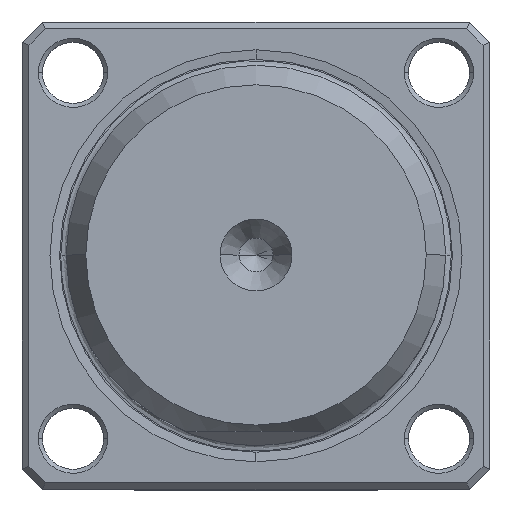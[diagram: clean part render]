
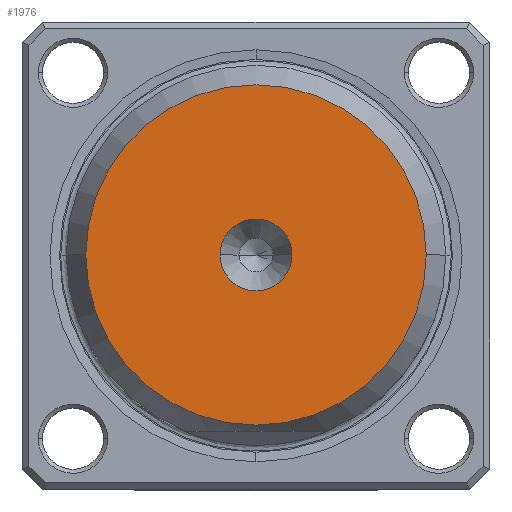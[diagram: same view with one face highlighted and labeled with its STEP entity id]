
A CAD part, top view. The second image highlights one B-rep face of the part: STEP entity #1976.
In plain terms, the highlighted planar face has unit normal (0, 0, 1).
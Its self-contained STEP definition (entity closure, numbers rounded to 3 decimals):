
#32 = CARTESIAN_POINT ( 'NONE',  ( 0., 0., 0. ) ) ;
#256 = DIRECTION ( 'NONE',  ( 1., 0., 0. ) ) ;
#267 = DIRECTION ( 'NONE',  ( -1., 0., 0. ) ) ;
#291 = CIRCLE ( 'NONE', #3312, 2.65 ) ;
#300 = AXIS2_PLACEMENT_3D ( 'NONE', #1641, #3630, #3247 ) ;
#312 = EDGE_CURVE ( 'NONE', #2052, #3205, #1301, .T. ) ;
#328 = DIRECTION ( 'NONE',  ( 1., 0., 0. ) ) ;
#695 = VERTEX_POINT ( 'NONE', #3132 ) ;
#786 = EDGE_CURVE ( 'NONE', #3113, #695, #6312, .T. ) ;
#815 = CIRCLE ( 'NONE', #300, 12.557 ) ;
#836 = EDGE_CURVE ( 'NONE', #695, #3113, #291, .T. ) ;
#1292 = DIRECTION ( 'NONE',  ( 0., 0., 1. ) ) ;
#1301 = CIRCLE ( 'NONE', #4938, 12.557 ) ;
#1523 = DIRECTION ( 'NONE',  ( -1., 0., 0. ) ) ;
#1641 = CARTESIAN_POINT ( 'NONE',  ( 0., 0., 0. ) ) ;
#1681 = EDGE_LOOP ( 'NONE', ( #4990, #4809 ) ) ;
#1976 = ADVANCED_FACE ( 'NONE', ( #4486, #3996 ), #5970, .F. ) ;
#2013 = DIRECTION ( 'NONE',  ( 0., 0., -1. ) ) ;
#2052 = VERTEX_POINT ( 'NONE', #5228 ) ;
#2375 = CARTESIAN_POINT ( 'NONE',  ( 12.557, 0., 0. ) ) ;
#2537 = EDGE_LOOP ( 'NONE', ( #4352, #3520 ) ) ;
#2557 = AXIS2_PLACEMENT_3D ( 'NONE', #32, #2013, #1523 ) ;
#2839 = CARTESIAN_POINT ( 'NONE',  ( -2.65, 0., 0. ) ) ;
#3113 = VERTEX_POINT ( 'NONE', #2839 ) ;
#3132 = CARTESIAN_POINT ( 'NONE',  ( 2.65, 0., 0. ) ) ;
#3205 = VERTEX_POINT ( 'NONE', #2375 ) ;
#3247 = DIRECTION ( 'NONE',  ( -1., 0., 0. ) ) ;
#3258 = CARTESIAN_POINT ( 'NONE',  ( 0., 0., 0. ) ) ;
#3312 = AXIS2_PLACEMENT_3D ( 'NONE', #3258, #1292, #328 ) ;
#3520 = ORIENTED_EDGE ( 'NONE', *, *, #4677, .F. ) ;
#3630 = DIRECTION ( 'NONE',  ( 0., 0., -1. ) ) ;
#3769 = DIRECTION ( 'NONE',  ( 0., 0., 1. ) ) ;
#3996 = FACE_OUTER_BOUND ( 'NONE', #2537, .T. ) ;
#4265 = DIRECTION ( 'NONE',  ( 0., 0., -1. ) ) ;
#4352 = ORIENTED_EDGE ( 'NONE', *, *, #312, .F. ) ;
#4486 = FACE_BOUND ( 'NONE', #1681, .T. ) ;
#4677 = EDGE_CURVE ( 'NONE', #3205, #2052, #815, .T. ) ;
#4746 = CARTESIAN_POINT ( 'NONE',  ( 0., 0., 0. ) ) ;
#4809 = ORIENTED_EDGE ( 'NONE', *, *, #786, .F. ) ;
#4938 = AXIS2_PLACEMENT_3D ( 'NONE', #5790, #4265, #267 ) ;
#4990 = ORIENTED_EDGE ( 'NONE', *, *, #836, .F. ) ;
#5228 = CARTESIAN_POINT ( 'NONE',  ( -12.557, 0., 0. ) ) ;
#5591 = AXIS2_PLACEMENT_3D ( 'NONE', #4746, #3769, #256 ) ;
#5790 = CARTESIAN_POINT ( 'NONE',  ( 0., 0., 0. ) ) ;
#5970 = PLANE ( 'NONE',  #2557 ) ;
#6312 = CIRCLE ( 'NONE', #5591, 2.65 ) ;
